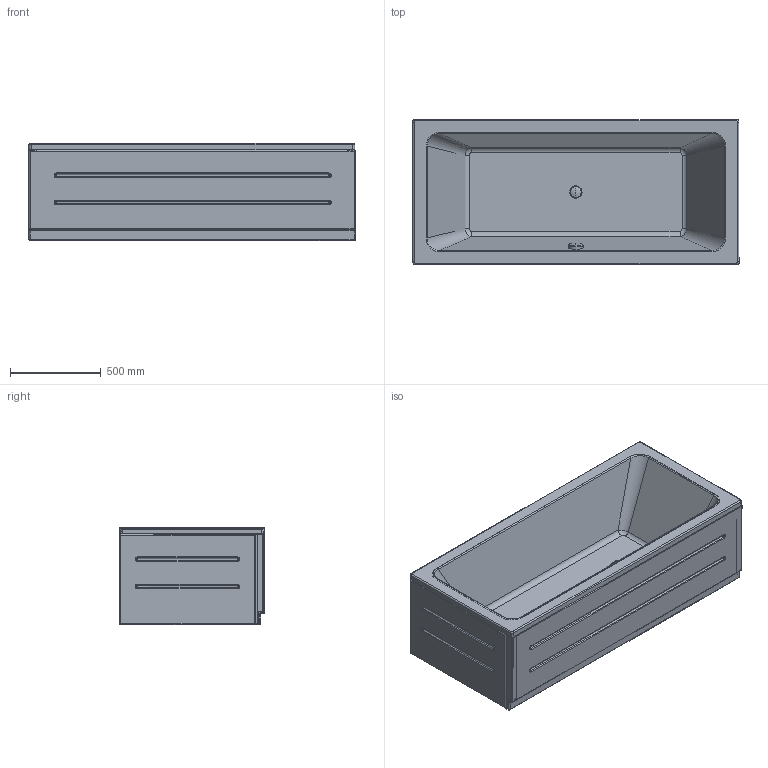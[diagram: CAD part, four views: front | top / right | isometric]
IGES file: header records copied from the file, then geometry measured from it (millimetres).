
Global section: file name: No Iges File Name specified; native system: Autodesk Inventor 2009; preprocessor: AutoDesk Inventor Iges Exporter R2009; author: Andreas; date: 20101211.194140; units: millimetre
Bounding box: 1801.77 x 800 x 536.98 mm (x, y, z)
Volume: 51618235.3 mm3; surface area: 9466199.2 mm2
Topology: 7 solids, 8 shells, 380 faces, 929 edges, 549 vertices
Faces by surface type: plane 122, cylinder 96, bspline 76, revolution 45, torus 28, sphere 9, cone 4
